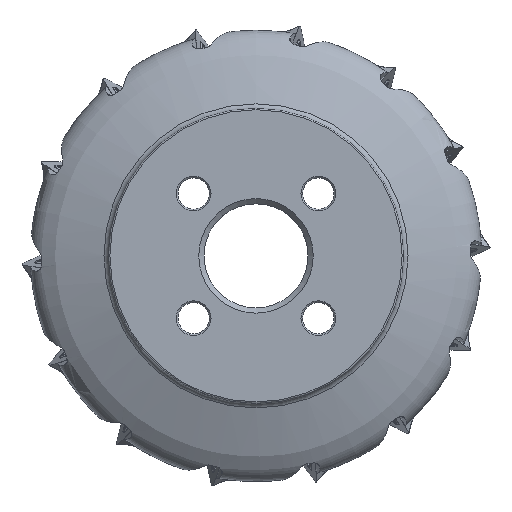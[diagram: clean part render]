
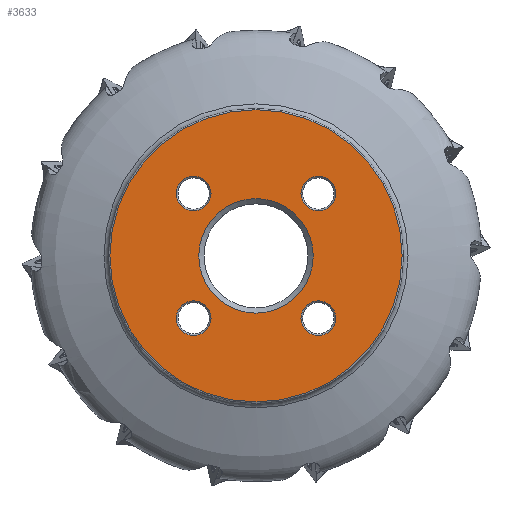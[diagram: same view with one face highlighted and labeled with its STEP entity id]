
A CAD part, top view. The second image highlights one B-rep face of the part: STEP entity #3633.
In plain terms, the highlighted planar face has unit normal (0, 0, 1).
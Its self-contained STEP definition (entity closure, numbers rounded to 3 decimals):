
#617=PLANE('',#17228);
#3633=ADVANCED_FACE('',(#5408,#5409,#5410,#5411,#5412,#5413),#617,.T.);
#5408=FACE_BOUND('',#5842,.T.);
#5409=FACE_BOUND('',#5843,.T.);
#5410=FACE_BOUND('',#5844,.T.);
#5411=FACE_BOUND('',#5845,.T.);
#5412=FACE_BOUND('',#5846,.T.);
#5413=FACE_BOUND('',#5847,.T.);
#5842=EDGE_LOOP('',(#7726));
#5843=EDGE_LOOP('',(#7727));
#5844=EDGE_LOOP('',(#7728));
#5845=EDGE_LOOP('',(#7729));
#5846=EDGE_LOOP('',(#7730));
#5847=EDGE_LOOP('',(#7731));
#7726=ORIENTED_EDGE('',*,*,#14184,.F.);
#7727=ORIENTED_EDGE('',*,*,#14185,.F.);
#7728=ORIENTED_EDGE('',*,*,#14186,.F.);
#7729=ORIENTED_EDGE('',*,*,#14187,.F.);
#7730=ORIENTED_EDGE('',*,*,#14188,.F.);
#7731=ORIENTED_EDGE('',*,*,#14189,.T.);
#12402=VERTEX_POINT('',#28138);
#12403=VERTEX_POINT('',#28140);
#12404=VERTEX_POINT('',#28142);
#12405=VERTEX_POINT('',#28144);
#12406=VERTEX_POINT('',#28146);
#12407=VERTEX_POINT('',#28148);
#14184=EDGE_CURVE('',#12402,#12402,#16060,.T.);
#14185=EDGE_CURVE('',#12403,#12403,#16061,.T.);
#14186=EDGE_CURVE('',#12404,#12404,#16062,.T.);
#14187=EDGE_CURVE('',#12405,#12405,#16063,.T.);
#14188=EDGE_CURVE('',#12406,#12406,#16064,.T.);
#14189=EDGE_CURVE('',#12407,#12407,#16065,.T.);
#16060=CIRCLE('',#17222,33.008);
#16061=CIRCLE('',#17223,10.);
#16062=CIRCLE('',#17224,10.);
#16063=CIRCLE('',#17225,10.);
#16064=CIRCLE('',#17226,10.);
#16065=CIRCLE('',#17227,84.2);
#17222=AXIS2_PLACEMENT_3D('',#28137,#19494,#19495);
#17223=AXIS2_PLACEMENT_3D('',#28139,#19496,#19497);
#17224=AXIS2_PLACEMENT_3D('',#28141,#19498,#19499);
#17225=AXIS2_PLACEMENT_3D('',#28143,#19500,#19501);
#17226=AXIS2_PLACEMENT_3D('',#28145,#19502,#19503);
#17227=AXIS2_PLACEMENT_3D('',#28147,#19504,#19505);
#17228=AXIS2_PLACEMENT_3D('',#28149,#19506,#19507);
#19494=DIRECTION('',(0.,0.,1.));
#19495=DIRECTION('',(0.,1.,0.));
#19496=DIRECTION('',(0.,0.,1.));
#19497=DIRECTION('',(0.,1.,0.));
#19498=DIRECTION('',(0.,0.,1.));
#19499=DIRECTION('',(0.,1.,0.));
#19500=DIRECTION('',(0.,0.,1.));
#19501=DIRECTION('',(0.,1.,0.));
#19502=DIRECTION('',(0.,0.,1.));
#19503=DIRECTION('',(0.,1.,0.));
#19504=DIRECTION('',(0.,0.,1.));
#19505=DIRECTION('',(0.,1.,0.));
#19506=DIRECTION('',(0.,0.,1.));
#19507=DIRECTION('',(0.,1.,0.));
#28137=CARTESIAN_POINT('',(0.,0.,0.));
#28138=CARTESIAN_POINT('',(0.,33.008,0.));
#28139=CARTESIAN_POINT('',(35.921,-35.921,0.));
#28140=CARTESIAN_POINT('',(35.921,-25.921,0.));
#28141=CARTESIAN_POINT('',(35.921,35.921,0.));
#28142=CARTESIAN_POINT('',(35.921,45.921,0.));
#28143=CARTESIAN_POINT('',(-35.921,35.921,0.));
#28144=CARTESIAN_POINT('',(-35.921,45.921,0.));
#28145=CARTESIAN_POINT('',(-35.921,-35.921,0.));
#28146=CARTESIAN_POINT('',(-35.921,-25.921,0.));
#28147=CARTESIAN_POINT('',(0.,0.,0.));
#28148=CARTESIAN_POINT('',(0.,84.2,0.));
#28149=CARTESIAN_POINT('',(0.,0.,0.));
